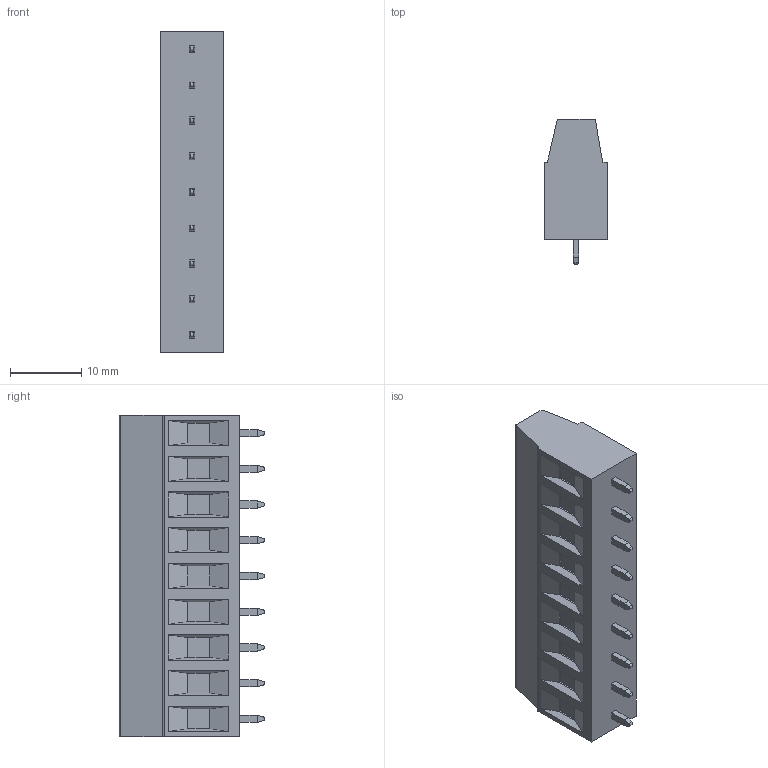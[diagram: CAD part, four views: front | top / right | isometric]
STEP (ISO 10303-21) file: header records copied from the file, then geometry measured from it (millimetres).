
FILE_DESCRIPTION((''),'2;1');
FILE_NAME('PRT0050','2024-11-02T',('yanfa'),(''),'PRO/ENGINEER BY PARAMETRIC TECHNOLOGY CORPORATION, 2009280','PRO/ENGINEER BY PARAMETRIC TECHNOLOGY CORPORATION, 2009280','');
FILE_SCHEMA(('AUTOMOTIVE_DESIGN_CC2 { 1 2 10303 214 -1 1 5 2 }'));
Length unit declared in the file: millimetre
Products named in the file (1): PRT0050
Bounding box: 8.9 x 20.3 x 45 mm (x, y, z)
Volume: 5708 mm3; surface area: 3197.3 mm2
Topology: 1 solids, 1 shells, 356 faces, 810 edges, 492 vertices
Faces by surface type: plane 217, cylinder 85, cone 36, torus 18
Entity records: 10062 total; most frequent: CARTESIAN_POINT 2009, DIRECTION 1674, ORIENTED_EDGE 1620, EDGE_CURVE 810, AXIS2_PLACEMENT_3D 562, VECTOR 550, LINE 550, VERTEX_POINT 492
